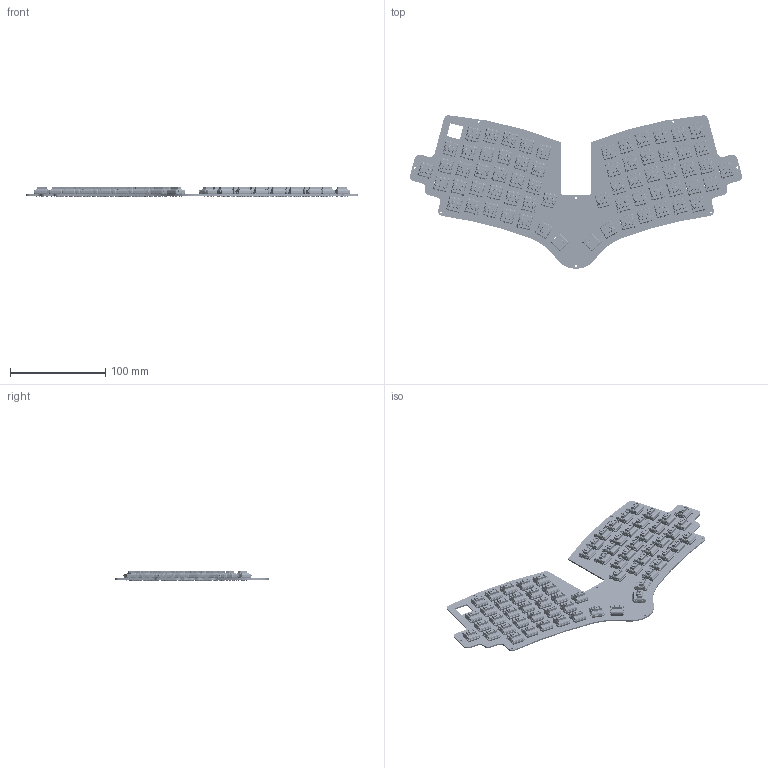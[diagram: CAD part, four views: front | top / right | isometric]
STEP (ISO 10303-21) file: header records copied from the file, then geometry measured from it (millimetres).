
FILE_DESCRIPTION(('KiCad electronic assembly'),'2;1');
FILE_NAME('Phoenixia66.step','2024-05-23T23:15:04',('Pcbnew'),('Kicad'), 'Open CASCADE STEP processor 7.7','KiCad to STEP converter','Unknown' );
FILE_SCHEMA(('AUTOMOTIVE_DESIGN { 1 0 10303 214 1 1 1 1 }'));
Length unit declared in the file: millimetre
Products named in the file (4): Phoenixia66 1; Kailh_Choc_Low_Profile_Switch; Document; Phoenixia3_topplate_PCB
Assembly tree (67 placements, depth 3):
  Phoenixia66 1
    Kailh_Choc_Low_Profile_Switch  x65
      Document
    Phoenixia3_topplate_PCB
Bounding box: 348.57 x 161.06 x 11 mm (x, y, z)
Volume: 112620.7 mm3; surface area: 184391 mm2
Topology: 586 solids, 586 shells, 36391 faces, 97402 edges, 62378 vertices
Faces by surface type: bspline 18915, plane 17441, cylinder 35
Full cylindrical faces by diameter (mm): 2.2 x8
Entity records: 29202 total; most frequent: CARTESIAN_POINT 10228, ORIENTED_EDGE 4842, EDGE_CURVE 2421, DIRECTION 2308, VERTEX_POINT 1578, B_SPLINE_CURVE_WITH_KNOTS 1193, FACE_BOUND 1061, EDGE_LOOP 1061
